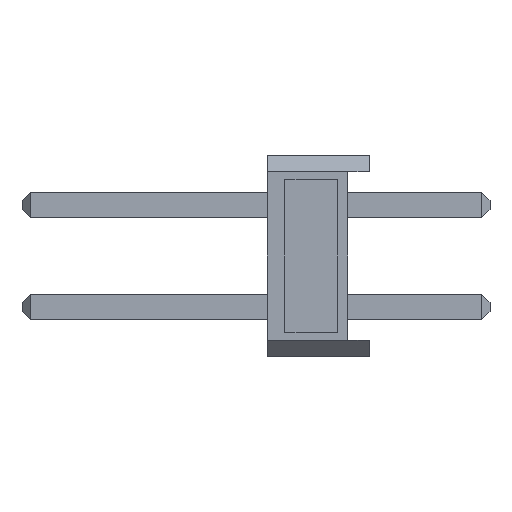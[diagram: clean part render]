
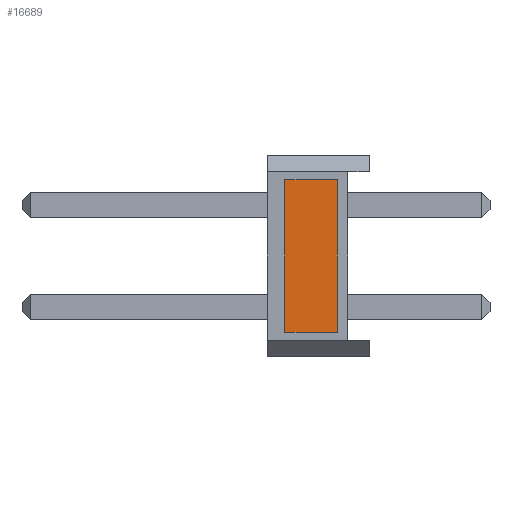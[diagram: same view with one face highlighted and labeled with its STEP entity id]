
A CAD part, left-side view. The second image highlights one B-rep face of the part: STEP entity #16689.
In plain terms, the highlighted planar face has unit normal (-1, 0, 0).
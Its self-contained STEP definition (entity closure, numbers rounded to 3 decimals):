
#984 = ORIENTED_EDGE ( 'NONE', *, *, #21649, .F. ) ;
#1124 = CARTESIAN_POINT ( 'NONE',  ( -1.27, 2.1, -1.9 ) ) ;
#2481 = CARTESIAN_POINT ( 'NONE',  ( -1.27, 2.1, 1.9 ) ) ;
#2874 = DIRECTION ( 'NONE',  ( 0., -1., 0. ) ) ;
#2930 = VECTOR ( 'NONE', #20698, 1000. ) ;
#3096 = CARTESIAN_POINT ( 'NONE',  ( -1.27, 2.1, 0. ) ) ;
#3472 = CARTESIAN_POINT ( 'NONE',  ( -1.27, 0.8, 1.9 ) ) ;
#4787 = VERTEX_POINT ( 'NONE', #16409 ) ;
#4960 = EDGE_CURVE ( 'NONE', #22051, #4787, #8204, .T. ) ;
#5096 = DIRECTION ( 'NONE',  ( 0., 0., -1. ) ) ;
#5343 = EDGE_CURVE ( 'NONE', #18877, #16884, #18884, .T. ) ;
#5648 = EDGE_LOOP ( 'NONE', ( #18303, #11445, #984, #12899 ) ) ;
#6288 = FACE_OUTER_BOUND ( 'NONE', #5648, .T. ) ;
#7922 = EDGE_CURVE ( 'NONE', #4787, #16884, #7987, .T. ) ;
#7987 = LINE ( 'NONE', #20173, #11586 ) ;
#8204 = LINE ( 'NONE', #1124, #19486 ) ;
#8428 = CARTESIAN_POINT ( 'NONE',  ( -1.27, 2.1, 1.9 ) ) ;
#8917 = CARTESIAN_POINT ( 'NONE',  ( -1.27, 2.1, -1.9 ) ) ;
#11445 = ORIENTED_EDGE ( 'NONE', *, *, #5343, .F. ) ;
#11527 = DIRECTION ( 'NONE',  ( 0., 0., 1. ) ) ;
#11586 = VECTOR ( 'NONE', #11527, 1000. ) ;
#12063 = AXIS2_PLACEMENT_3D ( 'NONE', #3096, #12120, #5096 ) ;
#12120 = DIRECTION ( 'NONE',  ( 1., 0., 0. ) ) ;
#12899 = ORIENTED_EDGE ( 'NONE', *, *, #4960, .T. ) ;
#16409 = CARTESIAN_POINT ( 'NONE',  ( -1.27, 0.8, -1.9 ) ) ;
#16689 = ADVANCED_FACE ( 'NONE', ( #6288 ), #20845, .F. ) ;
#16884 = VERTEX_POINT ( 'NONE', #3472 ) ;
#17981 = CARTESIAN_POINT ( 'NONE',  ( -1.27, 2.1, 0. ) ) ;
#18303 = ORIENTED_EDGE ( 'NONE', *, *, #7922, .T. ) ;
#18877 = VERTEX_POINT ( 'NONE', #2481 ) ;
#18884 = LINE ( 'NONE', #8428, #2930 ) ;
#19486 = VECTOR ( 'NONE', #2874, 1000. ) ;
#19664 = VECTOR ( 'NONE', #19979, 1000. ) ;
#19979 = DIRECTION ( 'NONE',  ( 0., 0., 1. ) ) ;
#20173 = CARTESIAN_POINT ( 'NONE',  ( -1.27, 0.8, 0. ) ) ;
#20235 = LINE ( 'NONE', #17981, #19664 ) ;
#20698 = DIRECTION ( 'NONE',  ( 0., -1., 0. ) ) ;
#20845 = PLANE ( 'NONE',  #12063 ) ;
#21649 = EDGE_CURVE ( 'NONE', #22051, #18877, #20235, .T. ) ;
#22051 = VERTEX_POINT ( 'NONE', #8917 ) ;
